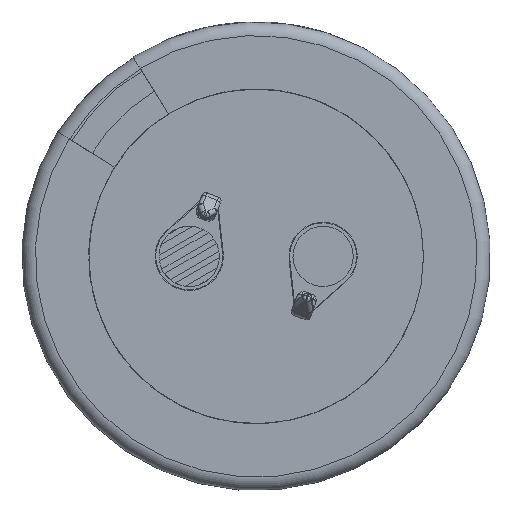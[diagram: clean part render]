
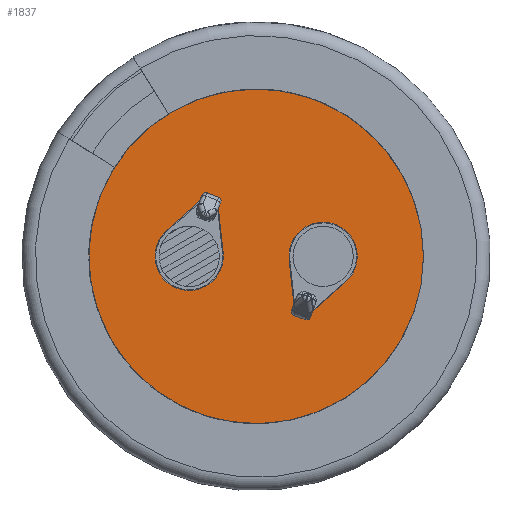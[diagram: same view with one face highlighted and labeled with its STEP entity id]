
A CAD part, front view. The second image highlights one B-rep face of the part: STEP entity #1837.
In plain terms, the highlighted planar face has unit normal (0, -1, 0).
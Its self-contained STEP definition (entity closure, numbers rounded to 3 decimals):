
#1837 = ADVANCED_FACE( '', ( #3771, #3772, #3773 ), #3774, .T. );
#3771 = FACE_OUTER_BOUND( '', #8194, .T. );
#3772 = FACE_BOUND( '', #8195, .T. );
#3773 = FACE_BOUND( '', #8196, .T. );
#3774 = PLANE( '', #8197 );
#8194 = EDGE_LOOP( '', ( #13195 ) );
#8195 = EDGE_LOOP( '', ( #13196, #13197, #13198, #13199 ) );
#8196 = EDGE_LOOP( '', ( #13200, #13201, #13202, #13203 ) );
#8197 = AXIS2_PLACEMENT_3D( '', #13204, #13205, #13206 );
#13195 = ORIENTED_EDGE( '', *, *, #13638, .T. );
#13196 = ORIENTED_EDGE( '', *, *, #14094, .F. );
#13197 = ORIENTED_EDGE( '', *, *, #14883, .F. );
#13198 = ORIENTED_EDGE( '', *, *, #13288, .F. );
#13199 = ORIENTED_EDGE( '', *, *, #14930, .F. );
#13200 = ORIENTED_EDGE( '', *, *, #15160, .T. );
#13201 = ORIENTED_EDGE( '', *, *, #14898, .T. );
#13202 = ORIENTED_EDGE( '', *, *, #14926, .T. );
#13203 = ORIENTED_EDGE( '', *, *, #15168, .T. );
#13204 = CARTESIAN_POINT( '', ( 0., 0., 0. ) );
#13205 = DIRECTION( '', ( 0., -1., 0. ) );
#13206 = DIRECTION( '', ( 0., 0., -1. ) );
#13288 = EDGE_CURVE( '', #15419, #15420, #15421, .T. );
#13638 = EDGE_CURVE( '', #16023, #16023, #16024, .T. );
#14094 = EDGE_CURVE( '', #16780, #16781, #16782, .T. );
#14883 = EDGE_CURVE( '', #15420, #16780, #17885, .T. );
#14898 = EDGE_CURVE( '', #17902, #17903, #17904, .T. );
#14926 = EDGE_CURVE( '', #17903, #17938, #17939, .T. );
#14930 = EDGE_CURVE( '', #16781, #15419, #17943, .T. );
#15160 = EDGE_CURVE( '', #18195, #17902, #18196, .T. );
#15168 = EDGE_CURVE( '', #17938, #18195, #18204, .T. );
#15419 = VERTEX_POINT( '', #18654 );
#15420 = VERTEX_POINT( '', #18655 );
#15421 = LINE( '', #18656, #18657 );
#16023 = VERTEX_POINT( '', #19758 );
#16024 = CIRCLE( '', #19759, 14.5 );
#16780 = VERTEX_POINT( '', #21569 );
#16781 = VERTEX_POINT( '', #21570 );
#16782 = LINE( '', #21571, #21572 );
#17885 = LINE( '', #24501, #24502 );
#17902 = VERTEX_POINT( '', #24541 );
#17903 = VERTEX_POINT( '', #24542 );
#17904 = LINE( '', #24543, #24544 );
#17938 = VERTEX_POINT( '', #24612 );
#17939 = LINE( '', #24613, #24614 );
#17943 = CIRCLE( '', #24619, 2.55 );
#18195 = VERTEX_POINT( '', #25152 );
#18196 = LINE( '', #25153, #25154 );
#18204 = CIRCLE( '', #25164, 2.55 );
#18654 = CARTESIAN_POINT( '', ( -2.465, 0., 0.274 ) );
#18655 = CARTESIAN_POINT( '', ( -2.814, 0., 3.497 ) );
#18656 = CARTESIAN_POINT( '', ( -2.465, 0., 0.274 ) );
#18657 = VECTOR( '', #25344, 1000. );
#19758 = CARTESIAN_POINT( '', ( 0., 0., -14.5 ) );
#19759 = AXIS2_PLACEMENT_3D( '', #25542, #25543, #25544 );
#21569 = CARTESIAN_POINT( '', ( -4.27, 0., 4.059 ) );
#21570 = CARTESIAN_POINT( '', ( -6.694, 0., 1.906 ) );
#21571 = CARTESIAN_POINT( '', ( -4.27, 0., 4.059 ) );
#21572 = VECTOR( '', #25709, 1000. );
#24501 = CARTESIAN_POINT( '', ( -2.814, 0., 3.497 ) );
#24502 = VECTOR( '', #25991, 1000. );
#24541 = CARTESIAN_POINT( '', ( 4.27, 0., -4.059 ) );
#24542 = CARTESIAN_POINT( '', ( 2.814, 0., -3.497 ) );
#24543 = CARTESIAN_POINT( '', ( 4.27, 0., -4.059 ) );
#24544 = VECTOR( '', #26005, 1000. );
#24612 = CARTESIAN_POINT( '', ( 2.465, 0., -0.274 ) );
#24613 = CARTESIAN_POINT( '', ( 2.814, 0., -3.497 ) );
#24614 = VECTOR( '', #26011, 1000. );
#24619 = AXIS2_PLACEMENT_3D( '', #26013, #26014, #26015 );
#25152 = CARTESIAN_POINT( '', ( 6.694, 0., -1.906 ) );
#25153 = CARTESIAN_POINT( '', ( 6.694, 0., -1.906 ) );
#25154 = VECTOR( '', #26083, 1000. );
#25164 = AXIS2_PLACEMENT_3D( '', #26085, #26086, #26087 );
#25344 = DIRECTION( '', ( -0.108, 0., 0.994 ) );
#25542 = CARTESIAN_POINT( '', ( 0., 0., 0. ) );
#25543 = DIRECTION( '', ( 0., -1., 0. ) );
#25544 = DIRECTION( '', ( 0., 0., -1. ) );
#25709 = DIRECTION( '', ( -0.748, 0., -0.664 ) );
#25991 = DIRECTION( '', ( -0.933, 0., 0.36 ) );
#26005 = DIRECTION( '', ( -0.933, 0., 0.36 ) );
#26011 = DIRECTION( '', ( -0.108, 0., 0.994 ) );
#26013 = CARTESIAN_POINT( '', ( -5., 0., 0. ) );
#26014 = DIRECTION( '', ( 0., -1., 0. ) );
#26015 = DIRECTION( '', ( 0., 0., 1. ) );
#26083 = DIRECTION( '', ( -0.748, 0., -0.664 ) );
#26085 = CARTESIAN_POINT( '', ( 5., 0., 0. ) );
#26086 = DIRECTION( '', ( 0., 1., 0. ) );
#26087 = DIRECTION( '', ( 0., 0., -1. ) );
